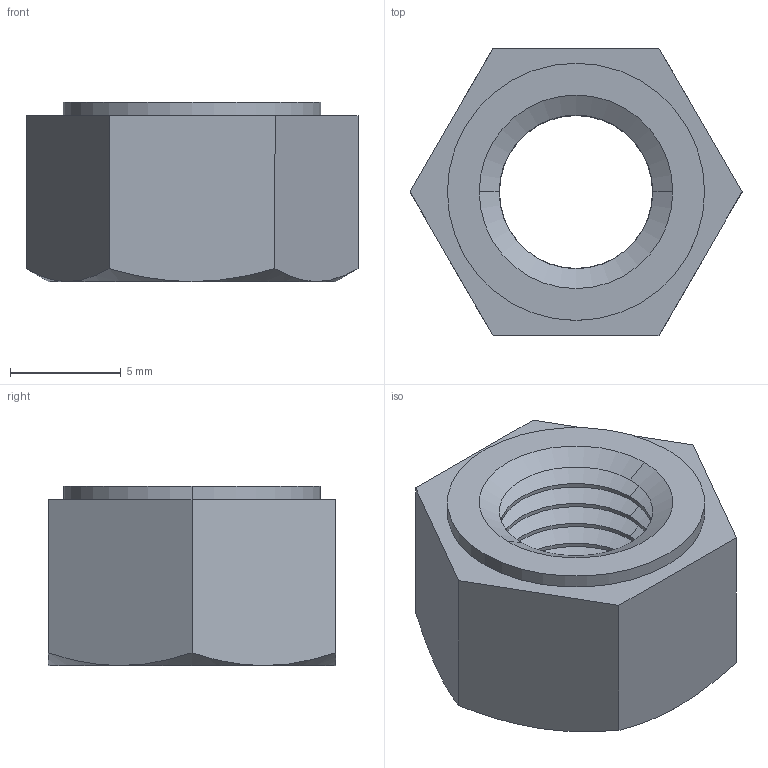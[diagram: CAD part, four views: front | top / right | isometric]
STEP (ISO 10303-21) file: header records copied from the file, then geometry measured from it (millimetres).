
FILE_DESCRIPTION (( 'STEP AP214' ), '1' );
FILE_NAME ('M8-A-S.STEP', '2021-10-17T16:24:19', ( 'China' ), ( 'Home' ), 'SwSTEP 2.0', 'SolidWorks 2018', '' );
FILE_SCHEMA (( 'AUTOMOTIVE_DESIGN' ));
Length unit declared in the file: millimetre
Products named in the file (1): M8-A-S
Bounding box: 15.01 x 13 x 8.1 mm (x, y, z)
Volume: 785.7 mm3; surface area: 890.3 mm2
Topology: 1 solids, 1 shells, 62 faces, 128 edges, 69 vertices
Faces by surface type: cone 39, cylinder 14, plane 9
Entity records: 1679 total; most frequent: CARTESIAN_POINT 328, DIRECTION 299, ORIENTED_EDGE 256, EDGE_CURVE 128, AXIS2_PLACEMENT_3D 120, VERTEX_POINT 69, EDGE_LOOP 65, FACE_OUTER_BOUND 62
